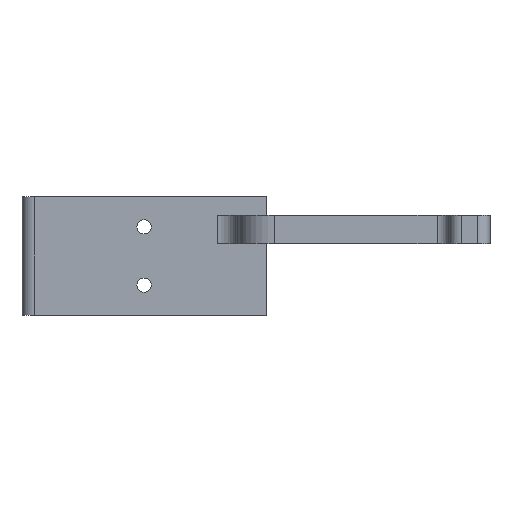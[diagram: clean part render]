
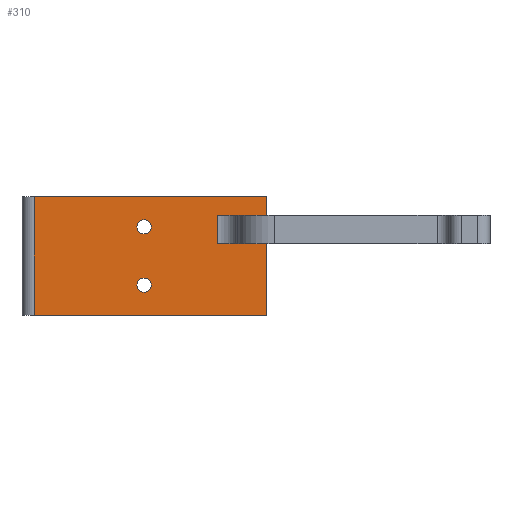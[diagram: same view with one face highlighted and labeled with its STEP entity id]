
A CAD part, front view. The second image highlights one B-rep face of the part: STEP entity #310.
In plain terms, the highlighted planar face has unit normal (0, -1, 0).
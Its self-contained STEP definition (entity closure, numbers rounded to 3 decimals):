
#6 = ORIENTED_EDGE ( 'NONE', *, *, #682, .T. ) ;
#7 = ORIENTED_EDGE ( 'NONE', *, *, #1251, .T. ) ;
#11 = DIRECTION ( 'NONE',  ( 0., 1., 0. ) ) ;
#14 = VECTOR ( 'NONE', #925, 1000. ) ;
#30 = VERTEX_POINT ( 'NONE', #1456 ) ;
#34 = VERTEX_POINT ( 'NONE', #727 ) ;
#60 = EDGE_CURVE ( 'NONE', #1319, #30, #1496, .T. ) ;
#70 = CIRCLE ( 'NONE', #390, 1.75 ) ;
#73 = CARTESIAN_POINT ( 'NONE',  ( -81., 26.5, 0. ) ) ;
#100 = VERTEX_POINT ( 'NONE', #73 ) ;
#122 = VERTEX_POINT ( 'NONE', #1007 ) ;
#158 = ORIENTED_EDGE ( 'NONE', *, *, #1385, .F. ) ;
#169 = ORIENTED_EDGE ( 'NONE', *, *, #733, .T. ) ;
#171 = EDGE_LOOP ( 'NONE', ( #847, #1406 ) ) ;
#176 = EDGE_CURVE ( 'NONE', #661, #1257, #1289, .T. ) ;
#196 = CARTESIAN_POINT ( 'NONE',  ( -54., 26.5, 7.343 ) ) ;
#204 = ORIENTED_EDGE ( 'NONE', *, *, #1180, .T. ) ;
#219 = CARTESIAN_POINT ( 'NONE',  ( -81., 26.5, 0. ) ) ;
#226 = DIRECTION ( 'NONE',  ( 0., 0., 1. ) ) ;
#265 = CARTESIAN_POINT ( 'NONE',  ( -52.25, 26.5, 7.343 ) ) ;
#274 = FACE_BOUND ( 'NONE', #837, .T. ) ;
#307 = DIRECTION ( 'NONE',  ( 0., 0., 1. ) ) ;
#310 = ADVANCED_FACE ( 'NONE', ( #274, #1093, #1322 ), #373, .F. ) ;
#330 = DIRECTION ( 'NONE',  ( 0., 0., 1. ) ) ;
#349 = CARTESIAN_POINT ( 'NONE',  ( -24., 26.5, 29. ) ) ;
#373 = PLANE ( 'NONE',  #511 ) ;
#390 = AXIS2_PLACEMENT_3D ( 'NONE', #1411, #1045, #330 ) ;
#433 = VERTEX_POINT ( 'NONE', #776 ) ;
#449 = CARTESIAN_POINT ( 'NONE',  ( -24., 26.5, 17.5 ) ) ;
#455 = DIRECTION ( 'NONE',  ( 1., 0., 0. ) ) ;
#486 = VECTOR ( 'NONE', #646, 1000. ) ;
#504 = CARTESIAN_POINT ( 'NONE',  ( -81., 26.5, 29. ) ) ;
#511 = AXIS2_PLACEMENT_3D ( 'NONE', #504, #11, #972 ) ;
#524 = DIRECTION ( 'NONE',  ( 0., 0., -1. ) ) ;
#547 = CARTESIAN_POINT ( 'NONE',  ( -36., 26.5, 17.5 ) ) ;
#576 = DIRECTION ( 'NONE',  ( 1., 0., 0. ) ) ;
#590 = LINE ( 'NONE', #219, #945 ) ;
#597 = ORIENTED_EDGE ( 'NONE', *, *, #1083, .T. ) ;
#627 = VERTEX_POINT ( 'NONE', #662 ) ;
#646 = DIRECTION ( 'NONE',  ( 0., 0., -1. ) ) ;
#661 = VERTEX_POINT ( 'NONE', #675 ) ;
#662 = CARTESIAN_POINT ( 'NONE',  ( -24., 26.5, 0. ) ) ;
#675 = CARTESIAN_POINT ( 'NONE',  ( -55.75, 26.5, 21.657 ) ) ;
#682 = EDGE_CURVE ( 'NONE', #34, #122, #1033, .T. ) ;
#698 = ORIENTED_EDGE ( 'NONE', *, *, #746, .F. ) ;
#727 = CARTESIAN_POINT ( 'NONE',  ( -24., 26.5, 24.5 ) ) ;
#733 = EDGE_CURVE ( 'NONE', #30, #1319, #1162, .T. ) ;
#741 = ORIENTED_EDGE ( 'NONE', *, *, #1549, .F. ) ;
#746 = EDGE_CURVE ( 'NONE', #750, #122, #1548, .T. ) ;
#750 = VERTEX_POINT ( 'NONE', #944 ) ;
#760 = AXIS2_PLACEMENT_3D ( 'NONE', #196, #1022, #307 ) ;
#776 = CARTESIAN_POINT ( 'NONE',  ( -36., 26.5, 24.5 ) ) ;
#786 = LINE ( 'NONE', #1129, #1501 ) ;
#792 = DIRECTION ( 'NONE',  ( 0., 0., 1. ) ) ;
#811 = VERTEX_POINT ( 'NONE', #449 ) ;
#835 = LINE ( 'NONE', #951, #14 ) ;
#837 = EDGE_LOOP ( 'NONE', ( #169, #952 ) ) ;
#840 = EDGE_CURVE ( 'NONE', #811, #627, #1422, .T. ) ;
#847 = ORIENTED_EDGE ( 'NONE', *, *, #176, .T. ) ;
#919 = DIRECTION ( 'NONE',  ( 0., 1., 0. ) ) ;
#925 = DIRECTION ( 'NONE',  ( -1., 0., 0. ) ) ;
#936 = AXIS2_PLACEMENT_3D ( 'NONE', #1054, #919, #226 ) ;
#941 = CARTESIAN_POINT ( 'NONE',  ( -52.25, 26.5, 21.657 ) ) ;
#944 = CARTESIAN_POINT ( 'NONE',  ( -81., 26.5, 29. ) ) ;
#945 = VECTOR ( 'NONE', #576, 1000. ) ;
#951 = CARTESIAN_POINT ( 'NONE',  ( -56.79, 26.5, 17.5 ) ) ;
#952 = ORIENTED_EDGE ( 'NONE', *, *, #60, .T. ) ;
#972 = DIRECTION ( 'NONE',  ( 0., 0., 1. ) ) ;
#1004 = EDGE_LOOP ( 'NONE', ( #7, #1233, #204, #158, #741, #6, #698, #597 ) ) ;
#1007 = CARTESIAN_POINT ( 'NONE',  ( -24., 26.5, 29. ) ) ;
#1022 = DIRECTION ( 'NONE',  ( 0., 1., 0. ) ) ;
#1033 = LINE ( 'NONE', #1153, #1209 ) ;
#1045 = DIRECTION ( 'NONE',  ( 0., 1., 0. ) ) ;
#1054 = CARTESIAN_POINT ( 'NONE',  ( -54., 26.5, 21.657 ) ) ;
#1061 = AXIS2_PLACEMENT_3D ( 'NONE', #1158, #1075, #1305 ) ;
#1075 = DIRECTION ( 'NONE',  ( 0., 1., 0. ) ) ;
#1083 = EDGE_CURVE ( 'NONE', #750, #100, #1375, .T. ) ;
#1093 = FACE_BOUND ( 'NONE', #171, .T. ) ;
#1129 = CARTESIAN_POINT ( 'NONE',  ( -36., 26.5, 29. ) ) ;
#1131 = CARTESIAN_POINT ( 'NONE',  ( -81., 26.5, 29. ) ) ;
#1153 = CARTESIAN_POINT ( 'NONE',  ( -24., 26.5, 29. ) ) ;
#1158 = CARTESIAN_POINT ( 'NONE',  ( -54., 26.5, 7.343 ) ) ;
#1162 = CIRCLE ( 'NONE', #1061, 1.75 ) ;
#1180 = EDGE_CURVE ( 'NONE', #811, #1518, #835, .T. ) ;
#1198 = EDGE_CURVE ( 'NONE', #1257, #661, #70, .T. ) ;
#1209 = VECTOR ( 'NONE', #792, 1000. ) ;
#1233 = ORIENTED_EDGE ( 'NONE', *, *, #840, .F. ) ;
#1242 = VECTOR ( 'NONE', #1457, 1000. ) ;
#1243 = VECTOR ( 'NONE', #1551, 1000. ) ;
#1251 = EDGE_CURVE ( 'NONE', #100, #627, #590, .T. ) ;
#1257 = VERTEX_POINT ( 'NONE', #941 ) ;
#1289 = CIRCLE ( 'NONE', #936, 1.75 ) ;
#1305 = DIRECTION ( 'NONE',  ( 0., 0., 1. ) ) ;
#1319 = VERTEX_POINT ( 'NONE', #265 ) ;
#1322 = FACE_OUTER_BOUND ( 'NONE', #1004, .T. ) ;
#1375 = LINE ( 'NONE', #1131, #486 ) ;
#1385 = EDGE_CURVE ( 'NONE', #433, #1518, #786, .T. ) ;
#1406 = ORIENTED_EDGE ( 'NONE', *, *, #1198, .T. ) ;
#1411 = CARTESIAN_POINT ( 'NONE',  ( -54., 26.5, 21.657 ) ) ;
#1422 = LINE ( 'NONE', #349, #1242 ) ;
#1426 = CARTESIAN_POINT ( 'NONE',  ( -50.984, 26.5, 24.5 ) ) ;
#1445 = VECTOR ( 'NONE', #455, 1000. ) ;
#1456 = CARTESIAN_POINT ( 'NONE',  ( -55.75, 26.5, 7.343 ) ) ;
#1457 = DIRECTION ( 'NONE',  ( 0., 0., -1. ) ) ;
#1496 = CIRCLE ( 'NONE', #760, 1.75 ) ;
#1501 = VECTOR ( 'NONE', #524, 1000. ) ;
#1518 = VERTEX_POINT ( 'NONE', #547 ) ;
#1543 = LINE ( 'NONE', #1426, #1243 ) ;
#1548 = LINE ( 'NONE', #1556, #1445 ) ;
#1549 = EDGE_CURVE ( 'NONE', #34, #433, #1543, .T. ) ;
#1551 = DIRECTION ( 'NONE',  ( -1., 0., 0. ) ) ;
#1556 = CARTESIAN_POINT ( 'NONE',  ( -81., 26.5, 29. ) ) ;
